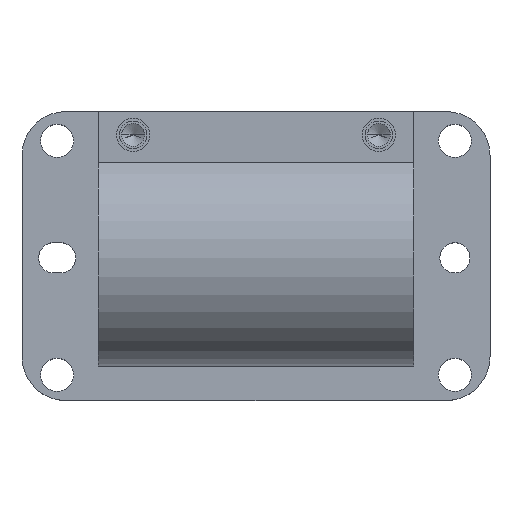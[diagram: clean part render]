
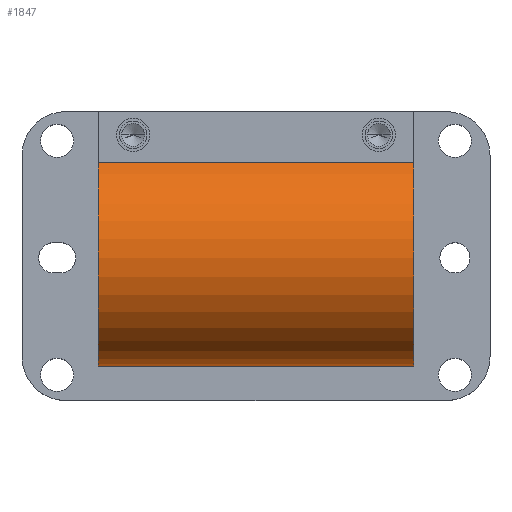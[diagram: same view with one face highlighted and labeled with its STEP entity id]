
A CAD part, top view. The second image highlights one B-rep face of the part: STEP entity #1847.
In plain terms, the highlighted cylindrical face has radius 11.938 mm (diameter 23.876 mm), a partial arc.
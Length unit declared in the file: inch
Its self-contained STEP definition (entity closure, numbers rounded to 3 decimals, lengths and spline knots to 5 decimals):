
#209=CARTESIAN_POINT('',(-0.675,0.,0.485));
#210=DIRECTION('',(1.,0.,0.));
#211=DIRECTION('',(0.,0.846,0.534));
#212=AXIS2_PLACEMENT_3D('',#209,#210,#211);
#294=CARTESIAN_POINT('',(0.675,0.,0.485));
#295=DIRECTION('',(1.,0.,0.));
#296=DIRECTION('',(0.,0.846,0.534));
#297=AXIS2_PLACEMENT_3D('',#294,#295,#296);
#667=DIRECTION('',(1.,0.,0.));
#668=VECTOR('',#667,1.35);
#669=CARTESIAN_POINT('',(-0.675,-0.47,0.485));
#670=LINE('',#669,#668);
#671=DIRECTION('',(1.,0.,0.));
#672=VECTOR('',#671,1.35);
#673=CARTESIAN_POINT('',(-0.675,0.3975,0.73579));
#674=LINE('',#673,#672);
#963=CARTESIAN_POINT('',(-0.675,-0.47,0.485));
#964=CARTESIAN_POINT('',(0.675,-0.47,0.485));
#965=VERTEX_POINT('',#963);
#966=VERTEX_POINT('',#964);
#979=CARTESIAN_POINT('',(-0.675,0.3975,0.73579));
#981=VERTEX_POINT('',#979);
#983=CARTESIAN_POINT('',(0.675,0.3975,0.73579));
#985=VERTEX_POINT('',#983);
#1836=CARTESIAN_POINT('',(-0.675,0.,0.485));
#1837=DIRECTION('',(1.,0.,0.));
#1838=DIRECTION('',(0.,0.,-1.));
#1839=AXIS2_PLACEMENT_3D('',#1836,#1837,#1838);
#1840=CYLINDRICAL_SURFACE('',#1839,0.47);
#1841=ORIENTED_EDGE('',*,*,#1383,.T.);
#1842=ORIENTED_EDGE('',*,*,#1431,.T.);
#1843=ORIENTED_EDGE('',*,*,#1830,.F.);
#1844=ORIENTED_EDGE('',*,*,#1355,.F.);
#1845=EDGE_LOOP('',(#1841,#1842,#1843,#1844));
#1846=FACE_OUTER_BOUND('',#1845,.F.);
#1847=ADVANCED_FACE('',(#1846),#1840,.T.);
#213=CIRCLE('',#212,0.47);
#298=CIRCLE('',#297,0.47);
#1355=EDGE_CURVE('',#981,#965,#213,.T.);
#1383=EDGE_CURVE('',#981,#985,#674,.T.);
#1431=EDGE_CURVE('',#985,#966,#298,.T.);
#1830=EDGE_CURVE('',#965,#966,#670,.T.);
